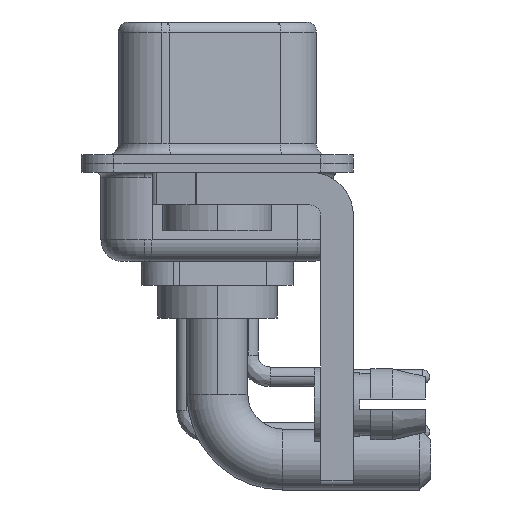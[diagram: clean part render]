
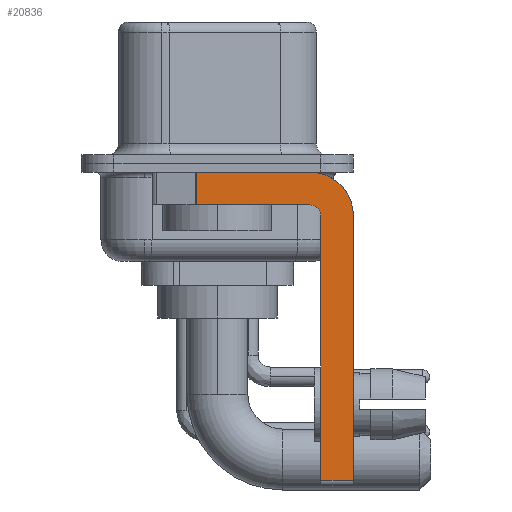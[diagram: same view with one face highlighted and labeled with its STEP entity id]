
A CAD part, left-side view. The second image highlights one B-rep face of the part: STEP entity #20836.
In plain terms, the highlighted planar face has unit normal (-1, 0, 0).
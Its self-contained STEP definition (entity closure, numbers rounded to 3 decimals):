
#15 = CIRCLE ( 'NONE', #12788, 0.5 ) ;
#373 = ORIENTED_EDGE ( 'NONE', *, *, #1423, .F. ) ;
#946 = DIRECTION ( 'NONE',  ( 1., 0., 0. ) ) ;
#1225 = FACE_OUTER_BOUND ( 'NONE', #8489, .T. ) ;
#1423 = EDGE_CURVE ( 'NONE', #17462, #16757, #18623, .T. ) ;
#1632 = DIRECTION ( 'NONE',  ( 0., 0., 1. ) ) ;
#1637 = CARTESIAN_POINT ( 'NONE',  ( -2.9, -4.75, -2.4 ) ) ;
#1805 = VECTOR ( 'NONE', #1899, 1000. ) ;
#1834 = EDGE_CURVE ( 'NONE', #16757, #20331, #15, .T. ) ;
#1899 = DIRECTION ( 'NONE',  ( 0., 0., -1. ) ) ;
#3793 = CARTESIAN_POINT ( 'NONE',  ( -2.9, -4.75, -14.8 ) ) ;
#4025 = ORIENTED_EDGE ( 'NONE', *, *, #9345, .F. ) ;
#4220 = VERTEX_POINT ( 'NONE', #10133 ) ;
#4563 = ORIENTED_EDGE ( 'NONE', *, *, #13980, .T. ) ;
#4789 = DIRECTION ( 'NONE',  ( 1., 0., 0. ) ) ;
#4802 = CARTESIAN_POINT ( 'NONE',  ( -2.9, 0.978, -1.9 ) ) ;
#4984 = LINE ( 'NONE', #9419, #17690 ) ;
#5229 = CARTESIAN_POINT ( 'NONE',  ( -2.9, 0.978, -0.4 ) ) ;
#5254 = CARTESIAN_POINT ( 'NONE',  ( -2.9, -4.25, -14.55 ) ) ;
#6585 = ORIENTED_EDGE ( 'NONE', *, *, #1834, .F. ) ;
#6938 = DIRECTION ( 'NONE',  ( 0., 0., -1. ) ) ;
#7621 = CARTESIAN_POINT ( 'NONE',  ( -2.9, -4.25, -2.4 ) ) ;
#8489 = EDGE_LOOP ( 'NONE', ( #14811, #4563, #24188, #6585, #373, #9250, #4025, #19494 ) ) ;
#8494 = CARTESIAN_POINT ( 'NONE',  ( -2.9, -6.25, -2.4 ) ) ;
#8573 = EDGE_CURVE ( 'NONE', #25616, #14761, #4984, .T. ) ;
#8620 = AXIS2_PLACEMENT_3D ( 'NONE', #9223, #4789, #6938 ) ;
#9223 = CARTESIAN_POINT ( 'NONE',  ( -2.9, -4.25, -2.4 ) ) ;
#9250 = ORIENTED_EDGE ( 'NONE', *, *, #13110, .T. ) ;
#9345 = EDGE_CURVE ( 'NONE', #16567, #4220, #25876, .T. ) ;
#9392 = DIRECTION ( 'NONE',  ( 0., 0., -1. ) ) ;
#9419 = CARTESIAN_POINT ( 'NONE',  ( -2.9, 3., -0.4 ) ) ;
#9632 = EDGE_CURVE ( 'NONE', #20331, #16694, #27436, .T. ) ;
#9861 = CARTESIAN_POINT ( 'NONE',  ( -2.9, -4.25, -0.4 ) ) ;
#10133 = CARTESIAN_POINT ( 'NONE',  ( -2.9, -6.25, -14.55 ) ) ;
#11037 = CARTESIAN_POINT ( 'NONE',  ( -2.9, 0.978, -1.9 ) ) ;
#11794 = CARTESIAN_POINT ( 'NONE',  ( -2.9, -4.25, -2.4 ) ) ;
#12164 = VECTOR ( 'NONE', #23022, 1000. ) ;
#12324 = CARTESIAN_POINT ( 'NONE',  ( -2.9, -4.25, -1.9 ) ) ;
#12788 = AXIS2_PLACEMENT_3D ( 'NONE', #7621, #22158, #16036 ) ;
#13110 = EDGE_CURVE ( 'NONE', #17462, #4220, #24636, .T. ) ;
#13598 = EDGE_CURVE ( 'NONE', #14761, #16567, #22744, .T. ) ;
#13980 = EDGE_CURVE ( 'NONE', #25616, #16694, #19445, .T. ) ;
#14761 = VERTEX_POINT ( 'NONE', #9861 ) ;
#14811 = ORIENTED_EDGE ( 'NONE', *, *, #8573, .F. ) ;
#14866 = CARTESIAN_POINT ( 'NONE',  ( -2.9, -4.25, -1.9 ) ) ;
#15049 = DIRECTION ( 'NONE',  ( 0., 0., -1. ) ) ;
#16036 = DIRECTION ( 'NONE',  ( 0., 0., 1. ) ) ;
#16567 = VERTEX_POINT ( 'NONE', #25897 ) ;
#16694 = VERTEX_POINT ( 'NONE', #4802 ) ;
#16757 = VERTEX_POINT ( 'NONE', #1637 ) ;
#17462 = VERTEX_POINT ( 'NONE', #28008 ) ;
#17690 = VECTOR ( 'NONE', #18239, 1000. ) ;
#17928 = AXIS2_PLACEMENT_3D ( 'NONE', #11794, #946, #9392 ) ;
#18239 = DIRECTION ( 'NONE',  ( 0., -1., 0. ) ) ;
#18623 = LINE ( 'NONE', #3793, #24160 ) ;
#19445 = LINE ( 'NONE', #11037, #1805 ) ;
#19494 = ORIENTED_EDGE ( 'NONE', *, *, #13598, .F. ) ;
#20331 = VERTEX_POINT ( 'NONE', #14866 ) ;
#20836 = ADVANCED_FACE ( 'NONE', ( #1225 ), #26910, .F. ) ;
#21341 = VECTOR ( 'NONE', #24783, 1000. ) ;
#22158 = DIRECTION ( 'NONE',  ( -1., 0., 0. ) ) ;
#22744 = CIRCLE ( 'NONE', #8620, 2. ) ;
#23022 = DIRECTION ( 'NONE',  ( 0., 1., 0. ) ) ;
#24160 = VECTOR ( 'NONE', #1632, 1000. ) ;
#24188 = ORIENTED_EDGE ( 'NONE', *, *, #9632, .F. ) ;
#24636 = LINE ( 'NONE', #5254, #21341 ) ;
#24783 = DIRECTION ( 'NONE',  ( 0., -1., 0. ) ) ;
#25616 = VERTEX_POINT ( 'NONE', #5229 ) ;
#25876 = LINE ( 'NONE', #8494, #27088 ) ;
#25897 = CARTESIAN_POINT ( 'NONE',  ( -2.9, -6.25, -2.4 ) ) ;
#26910 = PLANE ( 'NONE',  #17928 ) ;
#27088 = VECTOR ( 'NONE', #15049, 1000. ) ;
#27436 = LINE ( 'NONE', #12324, #12164 ) ;
#28008 = CARTESIAN_POINT ( 'NONE',  ( -2.9, -4.75, -14.55 ) ) ;
